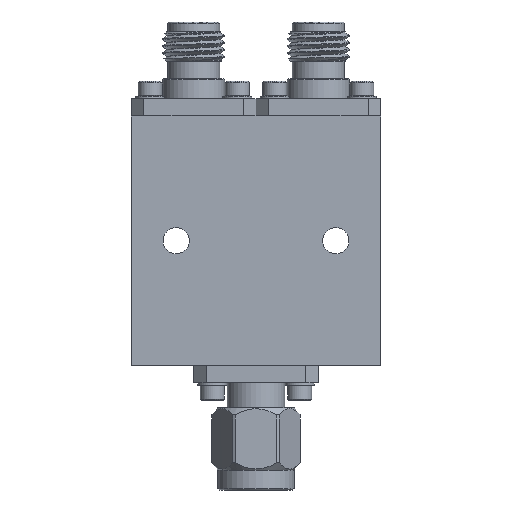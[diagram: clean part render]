
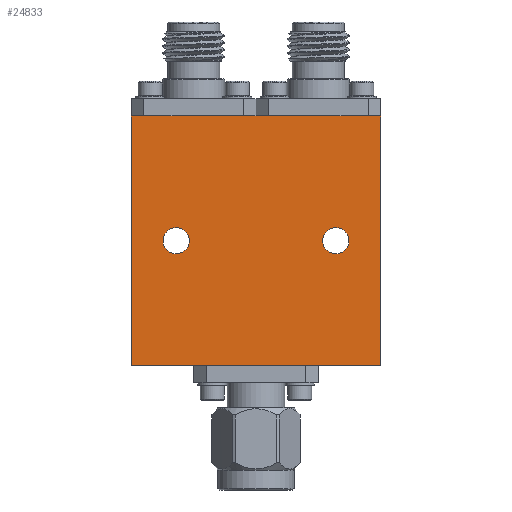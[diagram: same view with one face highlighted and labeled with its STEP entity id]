
A CAD part, front view. The second image highlights one B-rep face of the part: STEP entity #24833.
In plain terms, the highlighted planar face has unit normal (0, -1, 0).
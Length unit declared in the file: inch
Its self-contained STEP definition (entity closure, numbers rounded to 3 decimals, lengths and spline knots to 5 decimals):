
#485 = EDGE_CURVE ( 'NONE', #3371, #15086, #23735, .T. ) ;
#504 = CIRCLE ( 'NONE', #4135, 0.0525 ) ;
#644 = DIRECTION ( 'NONE',  ( 0., 1., 0. ) ) ;
#1006 = DIRECTION ( 'NONE',  ( 0., 1., 0. ) ) ;
#1189 = VECTOR ( 'NONE', #3583, 39.37008 ) ;
#2638 = VECTOR ( 'NONE', #11207, 39.37008 ) ;
#2685 = CARTESIAN_POINT ( 'NONE',  ( -0.5, -0.25, 0.5 ) ) ;
#2797 = VERTEX_POINT ( 'NONE', #18442 ) ;
#3285 = CARTESIAN_POINT ( 'NONE',  ( -0.2, -0.25, -0.5 ) ) ;
#3371 = VERTEX_POINT ( 'NONE', #11624 ) ;
#3444 = VECTOR ( 'NONE', #9492, 39.37008 ) ;
#3466 = CARTESIAN_POINT ( 'NONE',  ( -0.5, -0.25, 0.5 ) ) ;
#3583 = DIRECTION ( 'NONE',  ( -1., 0., 0. ) ) ;
#4135 = AXIS2_PLACEMENT_3D ( 'NONE', #18290, #1006, #24114 ) ;
#4253 = CARTESIAN_POINT ( 'NONE',  ( 0.5, -0.25, 0.5 ) ) ;
#4293 = VECTOR ( 'NONE', #17068, 39.37008 ) ;
#4343 = LINE ( 'NONE', #2685, #14630 ) ;
#4572 = CARTESIAN_POINT ( 'NONE',  ( -0.32, -0.25, 0. ) ) ;
#4628 = ORIENTED_EDGE ( 'NONE', *, *, #11018, .F. ) ;
#5135 = VECTOR ( 'NONE', #10284, 39.37008 ) ;
#5188 = VERTEX_POINT ( 'NONE', #21319 ) ;
#5426 = DIRECTION ( 'NONE',  ( 1., 0., 0. ) ) ;
#5481 = LINE ( 'NONE', #17458, #13744 ) ;
#5852 = VERTEX_POINT ( 'NONE', #4253 ) ;
#6237 = CARTESIAN_POINT ( 'NONE',  ( 0.25, -0.25, -0.5 ) ) ;
#6898 = LINE ( 'NONE', #9302, #4293 ) ;
#6971 = EDGE_CURVE ( 'NONE', #8123, #8123, #504, .T. ) ;
#7164 = LINE ( 'NONE', #9336, #10202 ) ;
#7645 = FACE_OUTER_BOUND ( 'NONE', #12403, .T. ) ;
#8097 = CARTESIAN_POINT ( 'NONE',  ( -0.5, -0.25, 0.5 ) ) ;
#8123 = VERTEX_POINT ( 'NONE', #17799 ) ;
#9042 = EDGE_CURVE ( 'NONE', #3371, #5852, #24746, .T. ) ;
#9225 = ORIENTED_EDGE ( 'NONE', *, *, #13397, .F. ) ;
#9302 = CARTESIAN_POINT ( 'NONE',  ( -0.5, -0.25, -0.5 ) ) ;
#9336 = CARTESIAN_POINT ( 'NONE',  ( 0.5, -0.25, 0.5 ) ) ;
#9492 = DIRECTION ( 'NONE',  ( 1., 0., 0. ) ) ;
#9552 = LINE ( 'NONE', #23403, #1189 ) ;
#9659 = EDGE_CURVE ( 'NONE', #10655, #10655, #18689, .T. ) ;
#10202 = VECTOR ( 'NONE', #22687, 39.37008 ) ;
#10284 = DIRECTION ( 'NONE',  ( -1., 0., 0. ) ) ;
#10536 = EDGE_CURVE ( 'NONE', #5852, #23602, #7164, .T. ) ;
#10655 = VERTEX_POINT ( 'NONE', #10902 ) ;
#10902 = CARTESIAN_POINT ( 'NONE',  ( -0.32, -0.25, 0.0525 ) ) ;
#11018 = EDGE_CURVE ( 'NONE', #19082, #15086, #17393, .T. ) ;
#11080 = DIRECTION ( 'NONE',  ( -1., 0., 0. ) ) ;
#11149 = EDGE_LOOP ( 'NONE', ( #24712 ) ) ;
#11207 = DIRECTION ( 'NONE',  ( 0., 0., 1. ) ) ;
#11512 = EDGE_CURVE ( 'NONE', #22014, #2797, #21146, .T. ) ;
#11580 = DIRECTION ( 'NONE',  ( 1., 0., 0. ) ) ;
#11624 = CARTESIAN_POINT ( 'NONE',  ( 0.45, -0.25, 0.5 ) ) ;
#12097 = DIRECTION ( 'NONE',  ( 1., 0., 0. ) ) ;
#12403 = EDGE_LOOP ( 'NONE', ( #19850, #23972, #4628, #20350, #12695, #22702, #13366, #20451, #9225, #21844 ) ) ;
#12695 = ORIENTED_EDGE ( 'NONE', *, *, #16187, .F. ) ;
#12961 = EDGE_CURVE ( 'NONE', #20703, #5188, #14390, .T. ) ;
#13366 = ORIENTED_EDGE ( 'NONE', *, *, #15215, .F. ) ;
#13397 = EDGE_CURVE ( 'NONE', #23602, #5188, #6898, .T. ) ;
#13744 = VECTOR ( 'NONE', #11080, 39.37008 ) ;
#14390 = LINE ( 'NONE', #6237, #20096 ) ;
#14630 = VECTOR ( 'NONE', #12097, 39.37008 ) ;
#14633 = EDGE_CURVE ( 'NONE', #19082, #24328, #9552, .T. ) ;
#15086 = VERTEX_POINT ( 'NONE', #18466 ) ;
#15113 = CARTESIAN_POINT ( 'NONE',  ( -0.5, -0.25, 0.5 ) ) ;
#15215 = EDGE_CURVE ( 'NONE', #20703, #22014, #5481, .T. ) ;
#15421 = PLANE ( 'NONE',  #16960 ) ;
#15545 = DIRECTION ( 'NONE',  ( 0., 1., 0. ) ) ;
#16187 = EDGE_CURVE ( 'NONE', #2797, #24328, #4343, .T. ) ;
#16960 = AXIS2_PLACEMENT_3D ( 'NONE', #23149, #15545, #11580 ) ;
#17068 = DIRECTION ( 'NONE',  ( -1., 0., 0. ) ) ;
#17393 = LINE ( 'NONE', #8097, #3444 ) ;
#17458 = CARTESIAN_POINT ( 'NONE',  ( -0.5, -0.25, -0.5 ) ) ;
#17476 = CARTESIAN_POINT ( 'NONE',  ( 0.5, -0.25, -0.5 ) ) ;
#17799 = CARTESIAN_POINT ( 'NONE',  ( 0.32, -0.25, 0.0525 ) ) ;
#17921 = CARTESIAN_POINT ( 'NONE',  ( 0.25, -0.25, 0.5 ) ) ;
#18062 = CARTESIAN_POINT ( 'NONE',  ( -0.45, -0.25, 0.5 ) ) ;
#18290 = CARTESIAN_POINT ( 'NONE',  ( 0.32, -0.25, 0. ) ) ;
#18442 = CARTESIAN_POINT ( 'NONE',  ( -0.5, -0.25, 0.5 ) ) ;
#18466 = CARTESIAN_POINT ( 'NONE',  ( 0.05, -0.25, 0.5 ) ) ;
#18689 = CIRCLE ( 'NONE', #23561, 0.0525 ) ;
#18709 = CARTESIAN_POINT ( 'NONE',  ( -0.05, -0.25, 0.5 ) ) ;
#19082 = VERTEX_POINT ( 'NONE', #18709 ) ;
#19850 = ORIENTED_EDGE ( 'NONE', *, *, #9042, .F. ) ;
#20096 = VECTOR ( 'NONE', #24136, 39.37008 ) ;
#20238 = EDGE_LOOP ( 'NONE', ( #20470 ) ) ;
#20350 = ORIENTED_EDGE ( 'NONE', *, *, #14633, .T. ) ;
#20451 = ORIENTED_EDGE ( 'NONE', *, *, #12961, .T. ) ;
#20470 = ORIENTED_EDGE ( 'NONE', *, *, #6971, .T. ) ;
#20703 = VERTEX_POINT ( 'NONE', #3285 ) ;
#21146 = LINE ( 'NONE', #3466, #2638 ) ;
#21319 = CARTESIAN_POINT ( 'NONE',  ( 0.2, -0.25, -0.5 ) ) ;
#21844 = ORIENTED_EDGE ( 'NONE', *, *, #10536, .F. ) ;
#22014 = VERTEX_POINT ( 'NONE', #22763 ) ;
#22237 = DIRECTION ( 'NONE',  ( 0., 0., 1. ) ) ;
#22687 = DIRECTION ( 'NONE',  ( 0., 0., -1. ) ) ;
#22702 = ORIENTED_EDGE ( 'NONE', *, *, #11512, .F. ) ;
#22763 = CARTESIAN_POINT ( 'NONE',  ( -0.5, -0.25, -0.5 ) ) ;
#23018 = FACE_BOUND ( 'NONE', #11149, .T. ) ;
#23149 = CARTESIAN_POINT ( 'NONE',  ( 0.25, -0.25, -0.57 ) ) ;
#23271 = FACE_BOUND ( 'NONE', #20238, .T. ) ;
#23403 = CARTESIAN_POINT ( 'NONE',  ( 0.25, -0.25, 0.5 ) ) ;
#23561 = AXIS2_PLACEMENT_3D ( 'NONE', #4572, #644, #22237 ) ;
#23602 = VERTEX_POINT ( 'NONE', #17476 ) ;
#23735 = LINE ( 'NONE', #17921, #5135 ) ;
#23972 = ORIENTED_EDGE ( 'NONE', *, *, #485, .T. ) ;
#24114 = DIRECTION ( 'NONE',  ( 0., 0., 1. ) ) ;
#24136 = DIRECTION ( 'NONE',  ( 1., 0., 0. ) ) ;
#24328 = VERTEX_POINT ( 'NONE', #18062 ) ;
#24712 = ORIENTED_EDGE ( 'NONE', *, *, #9659, .T. ) ;
#24738 = VECTOR ( 'NONE', #5426, 39.37008 ) ;
#24746 = LINE ( 'NONE', #15113, #24738 ) ;
#24833 = ADVANCED_FACE ( 'NONE', ( #7645, #23018, #23271 ), #15421, .F. ) ;
